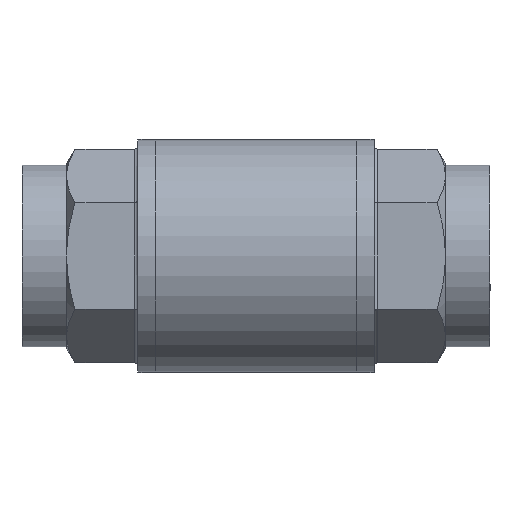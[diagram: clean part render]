
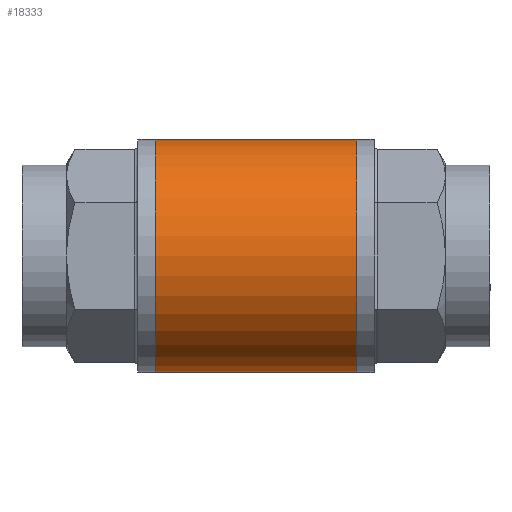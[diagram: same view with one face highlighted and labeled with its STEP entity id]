
A CAD part, front view. The second image highlights one B-rep face of the part: STEP entity #18333.
In plain terms, the highlighted cylindrical face has radius 17 mm (diameter 34 mm), a full revolution.
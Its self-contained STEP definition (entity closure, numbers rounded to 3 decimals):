
#215=FACE_BOUND('',#2472,.T.);
#1382=FACE_OUTER_BOUND('',#2471,.T.);
#2471=EDGE_LOOP('',(#13866,#13867,#13868,#13869));
#2472=EDGE_LOOP('',(#13870,#13871));
#3267=CIRCLE('',#19348,17.);
#3268=CIRCLE('',#19349,17.);
#4342=B_SPLINE_CURVE_WITH_KNOTS('',3,(#40508,#40509,#40510,#40511,#40512,
#40513,#40514,#40515,#40516,#40517,#40518,#40519,#40520,#40521,#40522,#40523,
#40524,#40525,#40526,#40527),.UNSPECIFIED.,.F.,.F.,(4,2,2,2,2,2,2,2,2,4),
(-5.022,-4.957,-4.66,-4.362,
-4.065,-3.767,-3.47,-2.9,
-2.615,-2.33),.UNSPECIFIED.);
#4343=B_SPLINE_CURVE_WITH_KNOTS('',3,(#40528,#40529,#40530,#40531,#40532,
#40533,#40534,#40535,#40536,#40537,#40538,#40539,#40540,#40541,#40542,#40543,
#40544,#40545,#40546,#40547,#40548,#40549,#40550,#40551,#40552,#40553,#40554,
#40555,#40556,#40557,#40558,#40559,#40560,#40561,#40562,#40563,#40564,#40565,
#40566,#40567,#40568,#40569,#40570),.UNSPECIFIED.,.F.,.F.,(4,2,2,2,2,2,
2,3,2,2,2,2,2,2,2,2,2,2,2,2,4),(-2.33,-2.045,-1.76,
-1.19,-0.893,-0.595,-0.298,
0.,0.298,0.595,0.893,1.19,
1.76,2.045,2.33,2.615,2.9,
3.47,3.767,4.065,4.297),
 .UNSPECIFIED.);
#5396=LINE('',#40586,#6335);
#6335=VECTOR('',#21197,17.);
#7604=VERTEX_POINT('',#40506);
#7605=VERTEX_POINT('',#40507);
#7608=VERTEX_POINT('',#40583);
#7609=VERTEX_POINT('',#40585);
#9907=EDGE_CURVE('',#7604,#7605,#4342,.T.);
#9908=EDGE_CURVE('',#7605,#7604,#4343,.T.);
#9913=EDGE_CURVE('',#7608,#7608,#3267,.T.);
#9914=EDGE_CURVE('',#7608,#7609,#5396,.T.);
#9915=EDGE_CURVE('',#7609,#7609,#3268,.T.);
#13866=ORIENTED_EDGE('',*,*,#9913,.F.);
#13867=ORIENTED_EDGE('',*,*,#9914,.T.);
#13868=ORIENTED_EDGE('',*,*,#9915,.F.);
#13869=ORIENTED_EDGE('',*,*,#9914,.F.);
#13870=ORIENTED_EDGE('',*,*,#9907,.T.);
#13871=ORIENTED_EDGE('',*,*,#9908,.T.);
#17648=CYLINDRICAL_SURFACE('',#19347,17.);
#18333=ADVANCED_FACE('',(#1382,#215),#17648,.T.);
#19347=AXIS2_PLACEMENT_3D('',#40582,#21193,#21194);
#19348=AXIS2_PLACEMENT_3D('',#40584,#21195,#21196);
#19349=AXIS2_PLACEMENT_3D('',#40587,#21198,#21199);
#21193=DIRECTION('center_axis',(1.,0.,0.));
#21194=DIRECTION('ref_axis',(0.,0.,-1.));
#21195=DIRECTION('center_axis',(1.,0.,0.));
#21196=DIRECTION('ref_axis',(0.,0.,-1.));
#21197=DIRECTION('',(-1.,0.,0.));
#21198=DIRECTION('center_axis',(-1.,0.,0.));
#21199=DIRECTION('ref_axis',(0.,0.,-1.));
#40506=CARTESIAN_POINT('',(3.5,9.909,13.813));
#40507=CARTESIAN_POINT('',(-14.25,17.,0.));
#40508=CARTESIAN_POINT('Ctrl Pts',(3.5,9.909,13.813));
#40509=CARTESIAN_POINT('Ctrl Pts',(3.3,9.838,13.864));
#40510=CARTESIAN_POINT('Ctrl Pts',(3.099,9.772,13.911));
#40511=CARTESIAN_POINT('Ctrl Pts',(1.961,9.433,14.147));
#40512=CARTESIAN_POINT('Ctrl Pts',(0.992,9.27,14.25));
#40513=CARTESIAN_POINT('Ctrl Pts',(-0.992,9.27,
14.25));
#40514=CARTESIAN_POINT('Ctrl Pts',(-1.961,9.433,14.147));
#40515=CARTESIAN_POINT('Ctrl Pts',(-3.829,9.99,13.759));
#40516=CARTESIAN_POINT('Ctrl Pts',(-4.729,10.381,13.475));
#40517=CARTESIAN_POINT('Ctrl Pts',(-6.439,11.264,12.746));
#40518=CARTESIAN_POINT('Ctrl Pts',(-7.251,11.755,12.301));
#40519=CARTESIAN_POINT('Ctrl Pts',(-8.759,12.741,11.277));
#40520=CARTESIAN_POINT('Ctrl Pts',(-9.454,13.234,10.698));
#40521=CARTESIAN_POINT('Ctrl Pts',(-11.268,14.569,8.885));
#40522=CARTESIAN_POINT('Ctrl Pts',(-12.355,15.44,7.35));
#40523=CARTESIAN_POINT('Ctrl Pts',(-13.475,16.354,4.732));
#40524=CARTESIAN_POINT('Ctrl Pts',(-13.766,16.596,3.807));
#40525=CARTESIAN_POINT('Ctrl Pts',(-14.154,16.919,1.916));
#40526=CARTESIAN_POINT('Ctrl Pts',(-14.25,17.,0.95));
#40527=CARTESIAN_POINT('Ctrl Pts',(-14.25,17.,0.));
#40528=CARTESIAN_POINT('Ctrl Pts',(-14.25,17.,0.));
#40529=CARTESIAN_POINT('Ctrl Pts',(-14.25,17.,-0.95));
#40530=CARTESIAN_POINT('Ctrl Pts',(-14.154,16.919,-1.916));
#40531=CARTESIAN_POINT('Ctrl Pts',(-13.766,16.596,-3.807));
#40532=CARTESIAN_POINT('Ctrl Pts',(-13.475,16.354,-4.732));
#40533=CARTESIAN_POINT('Ctrl Pts',(-12.355,15.44,-7.35));
#40534=CARTESIAN_POINT('Ctrl Pts',(-11.268,14.569,-8.885));
#40535=CARTESIAN_POINT('Ctrl Pts',(-9.454,13.234,-10.698));
#40536=CARTESIAN_POINT('Ctrl Pts',(-8.759,12.741,-11.277));
#40537=CARTESIAN_POINT('Ctrl Pts',(-7.251,11.755,-12.301));
#40538=CARTESIAN_POINT('Ctrl Pts',(-6.439,11.264,-12.746));
#40539=CARTESIAN_POINT('Ctrl Pts',(-4.729,10.381,-13.475));
#40540=CARTESIAN_POINT('Ctrl Pts',(-3.829,9.99,-13.759));
#40541=CARTESIAN_POINT('Ctrl Pts',(-1.961,9.433,-14.147));
#40542=CARTESIAN_POINT('Ctrl Pts',(-0.992,9.27,
-14.25));
#40543=CARTESIAN_POINT('Ctrl Pts',(0.,9.27,-14.25));
#40544=CARTESIAN_POINT('Ctrl Pts',(0.992,9.27,-14.25));
#40545=CARTESIAN_POINT('Ctrl Pts',(1.961,9.433,-14.147));
#40546=CARTESIAN_POINT('Ctrl Pts',(3.829,9.99,-13.759));
#40547=CARTESIAN_POINT('Ctrl Pts',(4.729,10.381,-13.475));
#40548=CARTESIAN_POINT('Ctrl Pts',(6.439,11.264,-12.746));
#40549=CARTESIAN_POINT('Ctrl Pts',(7.251,11.755,-12.301));
#40550=CARTESIAN_POINT('Ctrl Pts',(8.759,12.741,-11.277));
#40551=CARTESIAN_POINT('Ctrl Pts',(9.454,13.234,-10.698));
#40552=CARTESIAN_POINT('Ctrl Pts',(11.268,14.569,-8.885));
#40553=CARTESIAN_POINT('Ctrl Pts',(12.355,15.44,-7.35));
#40554=CARTESIAN_POINT('Ctrl Pts',(13.475,16.354,-4.732));
#40555=CARTESIAN_POINT('Ctrl Pts',(13.766,16.596,-3.807));
#40556=CARTESIAN_POINT('Ctrl Pts',(14.154,16.919,-1.916));
#40557=CARTESIAN_POINT('Ctrl Pts',(14.25,17.,-0.95));
#40558=CARTESIAN_POINT('Ctrl Pts',(14.25,17.,0.95));
#40559=CARTESIAN_POINT('Ctrl Pts',(14.154,16.919,1.916));
#40560=CARTESIAN_POINT('Ctrl Pts',(13.766,16.596,3.807));
#40561=CARTESIAN_POINT('Ctrl Pts',(13.475,16.354,4.732));
#40562=CARTESIAN_POINT('Ctrl Pts',(12.355,15.44,7.35));
#40563=CARTESIAN_POINT('Ctrl Pts',(11.268,14.569,8.885));
#40564=CARTESIAN_POINT('Ctrl Pts',(9.454,13.234,10.698));
#40565=CARTESIAN_POINT('Ctrl Pts',(8.759,12.741,11.277));
#40566=CARTESIAN_POINT('Ctrl Pts',(7.251,11.755,12.301));
#40567=CARTESIAN_POINT('Ctrl Pts',(6.439,11.264,12.746));
#40568=CARTESIAN_POINT('Ctrl Pts',(4.915,10.477,13.395));
#40569=CARTESIAN_POINT('Ctrl Pts',(4.219,10.163,13.631));
#40570=CARTESIAN_POINT('Ctrl Pts',(3.5,9.909,13.813));
#40582=CARTESIAN_POINT('Origin',(0.,0.,0.));
#40583=CARTESIAN_POINT('',(14.7,0.,17.));
#40584=CARTESIAN_POINT('Origin',(14.7,0.,0.));
#40585=CARTESIAN_POINT('',(-14.7,0.,17.));
#40586=CARTESIAN_POINT('',(0.,0.,17.));
#40587=CARTESIAN_POINT('Origin',(-14.7,0.,0.));
